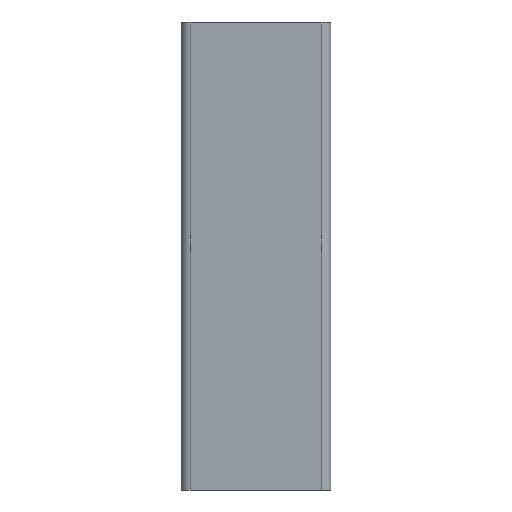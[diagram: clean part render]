
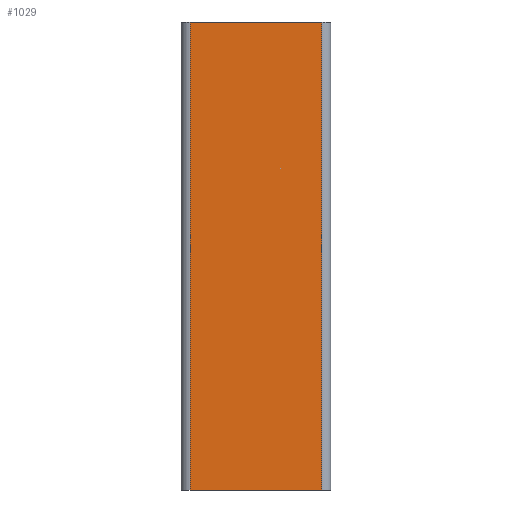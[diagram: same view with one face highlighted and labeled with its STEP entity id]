
A CAD part, left-side view. The second image highlights one B-rep face of the part: STEP entity #1029.
In plain terms, the highlighted planar face has unit normal (-1, 0, 0).
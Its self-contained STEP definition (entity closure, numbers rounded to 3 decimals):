
#47=PLANE('',#1126);
#96=FACE_OUTER_BOUND('',#152,.T.);
#152=EDGE_LOOP('',(#887,#888,#889,#890));
#255=LINE('',#1710,#358);
#257=LINE('',#1716,#360);
#259=LINE('',#1722,#362);
#260=LINE('',#1723,#363);
#358=VECTOR('',#1401,28.);
#360=VECTOR('',#1407,100.);
#362=VECTOR('',#1413,100.);
#363=VECTOR('',#1414,28.);
#506=VERTEX_POINT('',#1707);
#507=VERTEX_POINT('',#1709);
#509=VERTEX_POINT('',#1715);
#511=VERTEX_POINT('',#1721);
#648=EDGE_CURVE('',#507,#506,#255,.T.);
#651=EDGE_CURVE('',#509,#507,#257,.T.);
#654=EDGE_CURVE('',#511,#506,#259,.T.);
#655=EDGE_CURVE('',#509,#511,#260,.T.);
#887=ORIENTED_EDGE('',*,*,#648,.T.);
#888=ORIENTED_EDGE('',*,*,#654,.F.);
#889=ORIENTED_EDGE('',*,*,#655,.F.);
#890=ORIENTED_EDGE('',*,*,#651,.T.);
#1029=ADVANCED_FACE('',(#96),#47,.T.);
#1126=AXIS2_PLACEMENT_3D('',#1720,#1411,#1412);
#1401=DIRECTION('',(0.,1.,0.));
#1407=DIRECTION('',(0.,0.,1.));
#1411=DIRECTION('center_axis',(-1.,0.,0.));
#1412=DIRECTION('ref_axis',(0.,-1.,0.));
#1413=DIRECTION('',(0.,0.,1.));
#1414=DIRECTION('',(0.,1.,0.));
#1707=CARTESIAN_POINT('',(-10.,18.,100.));
#1709=CARTESIAN_POINT('',(-10.,-10.,100.));
#1710=CARTESIAN_POINT('',(-10.,11.,100.));
#1715=CARTESIAN_POINT('',(-10.,-10.,0.));
#1716=CARTESIAN_POINT('',(-10.,-10.,0.));
#1720=CARTESIAN_POINT('Origin',(-10.,18.,0.));
#1721=CARTESIAN_POINT('',(-10.,18.,0.));
#1722=CARTESIAN_POINT('',(-10.,18.,0.));
#1723=CARTESIAN_POINT('',(-10.,11.,0.));
